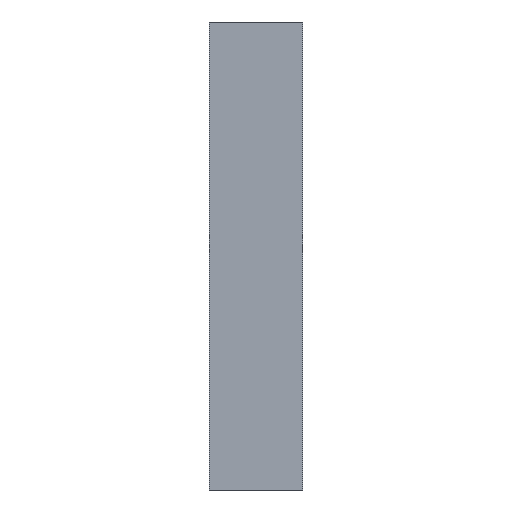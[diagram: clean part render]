
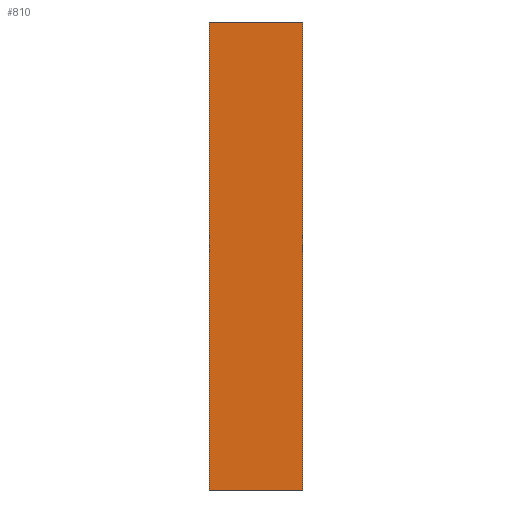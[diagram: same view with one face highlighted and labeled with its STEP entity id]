
A CAD part, left-side view. The second image highlights one B-rep face of the part: STEP entity #810.
In plain terms, the highlighted planar face has unit normal (-1, 0, 0).
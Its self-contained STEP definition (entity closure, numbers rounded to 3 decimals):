
#106 = DIRECTION ( 'NONE',  ( 0., 0., -1. ) ) ;
#132 = DIRECTION ( 'NONE',  ( 1., 0., 0. ) ) ;
#291 = VERTEX_POINT ( 'NONE', #1652 ) ;
#302 = VECTOR ( 'NONE', #1387, 1000. ) ;
#349 = CARTESIAN_POINT ( 'NONE',  ( 0., 0., -5000. ) ) ;
#445 = FACE_OUTER_BOUND ( 'NONE', #1947, .T. ) ;
#491 = CARTESIAN_POINT ( 'NONE',  ( 0., 2000., 5000. ) ) ;
#522 = LINE ( 'NONE', #1941, #1962 ) ;
#611 = EDGE_CURVE ( 'NONE', #619, #291, #1514, .T. ) ;
#619 = VERTEX_POINT ( 'NONE', #1556 ) ;
#784 = CARTESIAN_POINT ( 'NONE',  ( 0., 2000., -5000. ) ) ;
#791 = DIRECTION ( 'NONE',  ( 0., 0., 1. ) ) ;
#810 = ADVANCED_FACE ( 'NONE', ( #445 ), #2153, .F. ) ;
#835 = VECTOR ( 'NONE', #1569, 1000. ) ;
#981 = EDGE_CURVE ( 'NONE', #1541, #619, #522, .T. ) ;
#1206 = CARTESIAN_POINT ( 'NONE',  ( 0., 2000., 5000. ) ) ;
#1253 = DIRECTION ( 'NONE',  ( 0., -1., 0. ) ) ;
#1353 = ORIENTED_EDGE ( 'NONE', *, *, #1593, .F. ) ;
#1387 = DIRECTION ( 'NONE',  ( 0., -1., 0. ) ) ;
#1388 = AXIS2_PLACEMENT_3D ( 'NONE', #784, #132, #106 ) ;
#1422 = ORIENTED_EDGE ( 'NONE', *, *, #981, .T. ) ;
#1507 = CARTESIAN_POINT ( 'NONE',  ( 0., 2000., -5000. ) ) ;
#1514 = LINE ( 'NONE', #349, #835 ) ;
#1517 = EDGE_CURVE ( 'NONE', #1541, #2123, #1770, .T. ) ;
#1541 = VERTEX_POINT ( 'NONE', #2032 ) ;
#1556 = CARTESIAN_POINT ( 'NONE',  ( 0., 0., -5000. ) ) ;
#1560 = ORIENTED_EDGE ( 'NONE', *, *, #611, .T. ) ;
#1569 = DIRECTION ( 'NONE',  ( 0., 0., 1. ) ) ;
#1593 = EDGE_CURVE ( 'NONE', #2123, #291, #2086, .T. ) ;
#1652 = CARTESIAN_POINT ( 'NONE',  ( 0., 0., 5000. ) ) ;
#1770 = LINE ( 'NONE', #1507, #1853 ) ;
#1853 = VECTOR ( 'NONE', #791, 1000. ) ;
#1860 = ORIENTED_EDGE ( 'NONE', *, *, #1517, .F. ) ;
#1941 = CARTESIAN_POINT ( 'NONE',  ( 0., 2000., -5000. ) ) ;
#1947 = EDGE_LOOP ( 'NONE', ( #1560, #1353, #1860, #1422 ) ) ;
#1962 = VECTOR ( 'NONE', #1253, 1000. ) ;
#2032 = CARTESIAN_POINT ( 'NONE',  ( 0., 2000., -5000. ) ) ;
#2086 = LINE ( 'NONE', #1206, #302 ) ;
#2123 = VERTEX_POINT ( 'NONE', #491 ) ;
#2153 = PLANE ( 'NONE',  #1388 ) ;
